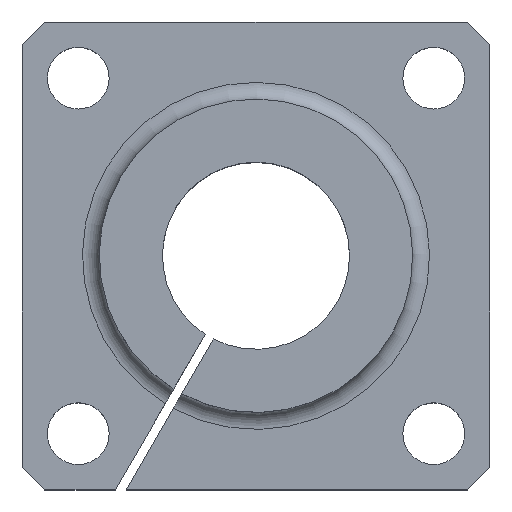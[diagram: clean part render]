
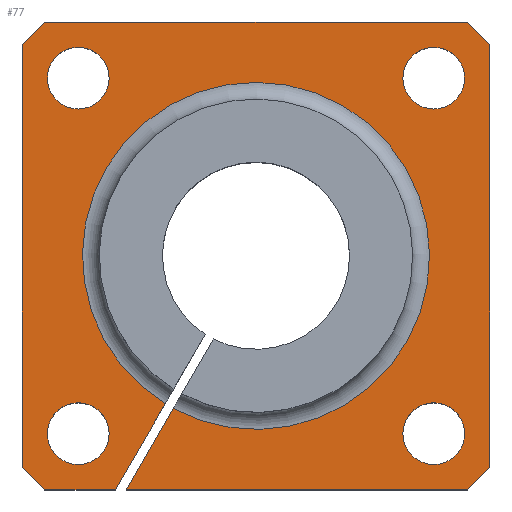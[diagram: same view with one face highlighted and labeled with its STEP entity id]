
A CAD part, top view. The second image highlights one B-rep face of the part: STEP entity #77.
In plain terms, the highlighted planar face has unit normal (0, 0, 1).
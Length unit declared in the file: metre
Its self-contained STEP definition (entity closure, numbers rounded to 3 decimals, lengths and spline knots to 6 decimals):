
#77 = ADVANCED_FACE( '', ( #179, #180, #181, #182, #183 ), #184, .T. );
#179 = FACE_OUTER_BOUND( '', #303, .T. );
#180 = FACE_BOUND( '', #304, .T. );
#181 = FACE_BOUND( '', #305, .T. );
#182 = FACE_BOUND( '', #306, .T. );
#183 = FACE_BOUND( '', #307, .T. );
#184 = PLANE( '', #308 );
#303 = EDGE_LOOP( '', ( #475, #476, #477, #478, #479, #480, #481, #482, #483, #484, #485, #486 ) );
#304 = EDGE_LOOP( '', ( #487 ) );
#305 = EDGE_LOOP( '', ( #488 ) );
#306 = EDGE_LOOP( '', ( #489 ) );
#307 = EDGE_LOOP( '', ( #490 ) );
#308 = AXIS2_PLACEMENT_3D( '', #491, #492, #493 );
#475 = ORIENTED_EDGE( '', *, *, #720, .F. );
#476 = ORIENTED_EDGE( '', *, *, #721, .T. );
#477 = ORIENTED_EDGE( '', *, *, #666, .T. );
#478 = ORIENTED_EDGE( '', *, *, #722, .T. );
#479 = ORIENTED_EDGE( '', *, *, #716, .T. );
#480 = ORIENTED_EDGE( '', *, *, #723, .T. );
#481 = ORIENTED_EDGE( '', *, *, #724, .T. );
#482 = ORIENTED_EDGE( '', *, *, #673, .T. );
#483 = ORIENTED_EDGE( '', *, *, #725, .T. );
#484 = ORIENTED_EDGE( '', *, *, #726, .T. );
#485 = ORIENTED_EDGE( '', *, *, #704, .F. );
#486 = ORIENTED_EDGE( '', *, *, #727, .T. );
#487 = ORIENTED_EDGE( '', *, *, #707, .T. );
#488 = ORIENTED_EDGE( '', *, *, #728, .T. );
#489 = ORIENTED_EDGE( '', *, *, #729, .T. );
#490 = ORIENTED_EDGE( '', *, *, #730, .T. );
#491 = CARTESIAN_POINT( '', ( -0.025, -0.025, 0.007 ) );
#492 = DIRECTION( '', ( 0., 0., 1. ) );
#493 = DIRECTION( '', ( 1., 0., 0. ) );
#666 = EDGE_CURVE( '', #775, #776, #777, .F. );
#673 = EDGE_CURVE( '', #789, #787, #790, .T. );
#704 = EDGE_CURVE( '', #843, #845, #846, .T. );
#707 = EDGE_CURVE( '', #849, #849, #850, .T. );
#716 = EDGE_CURVE( '', #862, #863, #864, .F. );
#720 = EDGE_CURVE( '', #868, #869, #870, .T. );
#721 = EDGE_CURVE( '', #868, #775, #871, .T. );
#722 = EDGE_CURVE( '', #776, #862, #872, .T. );
#723 = EDGE_CURVE( '', #863, #873, #874, .T. );
#724 = EDGE_CURVE( '', #873, #789, #875, .F. );
#725 = EDGE_CURVE( '', #787, #876, #877, .F. );
#726 = EDGE_CURVE( '', #876, #845, #878, .T. );
#727 = EDGE_CURVE( '', #843, #869, #879, .F. );
#728 = EDGE_CURVE( '', #880, #880, #881, .T. );
#729 = EDGE_CURVE( '', #882, #882, #883, .T. );
#730 = EDGE_CURVE( '', #884, #884, #885, .T. );
#775 = VERTEX_POINT( '', #939 );
#776 = VERTEX_POINT( '', #940 );
#777 = LINE( '', #941, #942 );
#787 = VERTEX_POINT( '', #956 );
#789 = VERTEX_POINT( '', #959 );
#790 = LINE( '', #960, #961 );
#843 = VERTEX_POINT( '', #1033 );
#845 = VERTEX_POINT( '', #1050 );
#846 = LINE( '', #1051, #1052 );
#849 = VERTEX_POINT( '', #1056 );
#850 = CIRCLE( '', #1057, 0.0033 );
#862 = VERTEX_POINT( '', #1070 );
#863 = VERTEX_POINT( '', #1071 );
#864 = LINE( '', #1072, #1073 );
#868 = VERTEX_POINT( '', #1079 );
#869 = VERTEX_POINT( '', #1080 );
#870 = LINE( '', #1081, #1082 );
#871 = LINE( '', #1083, #1084 );
#872 = LINE( '', #1085, #1086 );
#873 = VERTEX_POINT( '', #1087 );
#874 = LINE( '', #1088, #1089 );
#875 = LINE( '', #1090, #1091 );
#876 = VERTEX_POINT( '', #1092 );
#877 = LINE( '', #1093, #1094 );
#878 = LINE( '', #1095, #1096 );
#879 = CIRCLE( '', #1097, 0.01855 );
#880 = VERTEX_POINT( '', #1098 );
#881 = CIRCLE( '', #1099, 0.0033 );
#882 = VERTEX_POINT( '', #1100 );
#883 = CIRCLE( '', #1101, 0.0033 );
#884 = VERTEX_POINT( '', #1102 );
#885 = CIRCLE( '', #1103, 0.0033 );
#939 = CARTESIAN_POINT( '', ( 0.0226, -0.025, 0.007 ) );
#940 = CARTESIAN_POINT( '', ( 0.025, -0.0226, 0.007 ) );
#941 = CARTESIAN_POINT( '', ( -0.0012, -0.0488, 0.007 ) );
#942 = VECTOR( '', #1186, 1. );
#956 = CARTESIAN_POINT( '', ( -0.025, -0.0226, 0.007 ) );
#959 = CARTESIAN_POINT( '', ( -0.025, 0.0226, 0.007 ) );
#960 = CARTESIAN_POINT( '', ( -0.025, 0.025, 0.007 ) );
#961 = VECTOR( '', #1192, 1. );
#1033 = CARTESIAN_POINT( '', ( -0.009705, -0.015809, 0.007 ) );
#1050 = CARTESIAN_POINT( '', ( -0.015011, -0.025, 0.007 ) );
#1051 = CARTESIAN_POINT( '', ( -0.017508, -0.029325, 0.007 ) );
#1052 = VECTOR( '', #1233, 1. );
#1056 = CARTESIAN_POINT( '', ( 0.019, -0.0157, 0.007 ) );
#1057 = AXIS2_PLACEMENT_3D( '', #1235, #1236, #1237 );
#1070 = CARTESIAN_POINT( '', ( 0.025, 0.0226, 0.007 ) );
#1071 = CARTESIAN_POINT( '', ( 0.0226, 0.025, 0.007 ) );
#1072 = CARTESIAN_POINT( '', ( 0.0238, 0.0238, 0.007 ) );
#1073 = VECTOR( '', #1248, 1. );
#1079 = CARTESIAN_POINT( '', ( -0.013856, -0.025, 0.007 ) );
#1080 = CARTESIAN_POINT( '', ( -0.008839, -0.016309, 0.007 ) );
#1081 = CARTESIAN_POINT( '', ( -0.016642, -0.029825, 0.007 ) );
#1082 = VECTOR( '', #1251, 1. );
#1083 = CARTESIAN_POINT( '', ( -0.025, -0.025, 0.007 ) );
#1084 = VECTOR( '', #1252, 1. );
#1085 = CARTESIAN_POINT( '', ( 0.025, -0.025, 0.007 ) );
#1086 = VECTOR( '', #1253, 1. );
#1087 = CARTESIAN_POINT( '', ( -0.0226, 0.025, 0.007 ) );
#1088 = CARTESIAN_POINT( '', ( 0.025, 0.025, 0.007 ) );
#1089 = VECTOR( '', #1254, 1. );
#1090 = CARTESIAN_POINT( '', ( -0.0488, -0.0012, 0.007 ) );
#1091 = VECTOR( '', #1255, 1. );
#1092 = CARTESIAN_POINT( '', ( -0.0226, -0.025, 0.007 ) );
#1093 = CARTESIAN_POINT( '', ( -0.0238, -0.0238, 0.007 ) );
#1094 = VECTOR( '', #1256, 1. );
#1095 = CARTESIAN_POINT( '', ( -0.025, -0.025, 0.007 ) );
#1096 = VECTOR( '', #1257, 1. );
#1097 = AXIS2_PLACEMENT_3D( '', #1258, #1259, #1260 );
#1098 = CARTESIAN_POINT( '', ( -0.019, 0.0223, 0.007 ) );
#1099 = AXIS2_PLACEMENT_3D( '', #1261, #1262, #1263 );
#1100 = CARTESIAN_POINT( '', ( 0.019, 0.0223, 0.007 ) );
#1101 = AXIS2_PLACEMENT_3D( '', #1264, #1265, #1266 );
#1102 = CARTESIAN_POINT( '', ( -0.019, -0.0157, 0.007 ) );
#1103 = AXIS2_PLACEMENT_3D( '', #1267, #1268, #1269 );
#1186 = DIRECTION( '', ( -0.707, -0.707, 0. ) );
#1192 = DIRECTION( '', ( 0., -1., 0. ) );
#1233 = DIRECTION( '', ( -0.5, -0.866, 0. ) );
#1235 = CARTESIAN_POINT( '', ( 0.019, -0.019, 0.007 ) );
#1236 = DIRECTION( '', ( 0., 0., -1. ) );
#1237 = DIRECTION( '', ( 0., 1., 0. ) );
#1248 = DIRECTION( '', ( 0.707, -0.707, 0. ) );
#1251 = DIRECTION( '', ( 0.5, 0.866, 0. ) );
#1252 = DIRECTION( '', ( 1., 0., 0. ) );
#1253 = DIRECTION( '', ( 0., 1., 0. ) );
#1254 = DIRECTION( '', ( -1., 0., 0. ) );
#1255 = DIRECTION( '', ( 0.707, 0.707, 0. ) );
#1256 = DIRECTION( '', ( -0.707, 0.707, 0. ) );
#1257 = DIRECTION( '', ( 1., 0., 0. ) );
#1258 = CARTESIAN_POINT( '', ( 0., 0., 0.007 ) );
#1259 = DIRECTION( '', ( 0., 0., 1. ) );
#1260 = DIRECTION( '', ( 1., 0., 0. ) );
#1261 = CARTESIAN_POINT( '', ( -0.019, 0.019, 0.007 ) );
#1262 = DIRECTION( '', ( 0., 0., -1. ) );
#1263 = DIRECTION( '', ( 0., 1., 0. ) );
#1264 = CARTESIAN_POINT( '', ( 0.019, 0.019, 0.007 ) );
#1265 = DIRECTION( '', ( 0., 0., -1. ) );
#1266 = DIRECTION( '', ( 0., 1., 0. ) );
#1267 = CARTESIAN_POINT( '', ( -0.019, -0.019, 0.007 ) );
#1268 = DIRECTION( '', ( 0., 0., -1. ) );
#1269 = DIRECTION( '', ( 0., 1., 0. ) );
